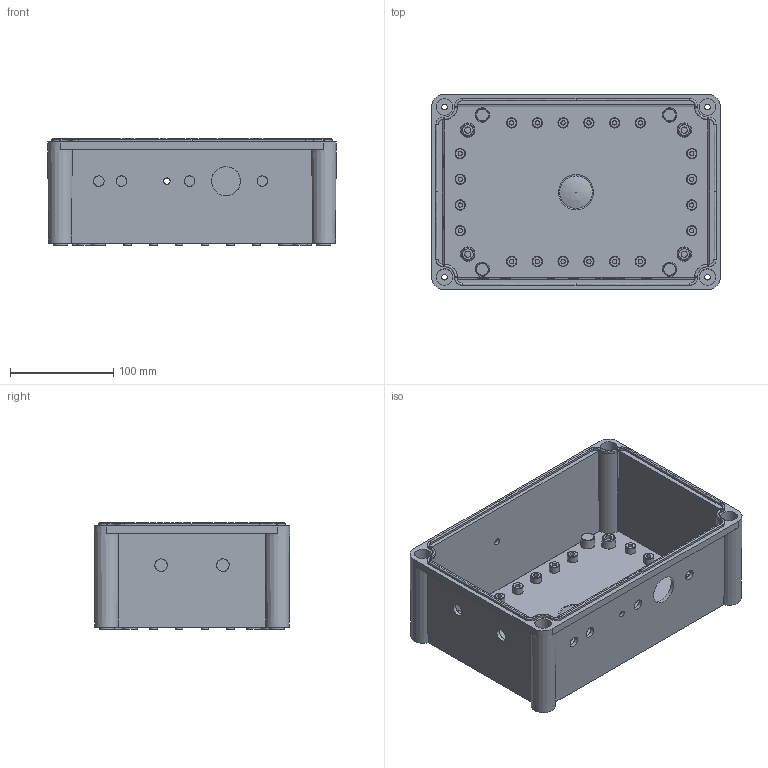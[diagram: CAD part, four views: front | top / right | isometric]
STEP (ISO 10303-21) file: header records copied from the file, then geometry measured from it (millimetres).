
FILE_DESCRIPTION( ( '' ), ' ' );
FILE_NAME( '5ef19d7ff181f210b0850348.step', '2020-06-23T06:13:20', ( '' ), ( '' ), ' ', ' ', ' ' );
FILE_SCHEMA( ( 'AUTOMOTIVE_DESIGN { 1 0 10303 214 1 1 1 1 }' ) );
Length unit declared in the file: metre
Products named in the file (1): PTS-25340-C With Holes
Bounding box: 280 x 190 x 103.03 mm (x, y, z)
Volume: 574220.8 mm3; surface area: 315154.8 mm2
Topology: 1 solids, 1 shells, 371 faces, 845 edges, 570 vertices
Faces by surface type: plane 164, cylinder 108, torus 33, bspline 30, extrusion 24, cone 12
Full cylindrical faces by diameter (mm): 4.191 x20, 5.334 x4, 6.096 x4, 6.3 x2, 6.35 x4, 7.239 x18, 10.008 x20, 10.16 x1, 10.2 x4, 12.2 x2, 13.97 x8, 14 x8, 14.224 x4, 16.008 x4, 28 x1
Entity records: 14429 total; most frequent: CARTESIAN_POINT 4024, DIRECTION 1410, ORIENTED_EDGE 1336, EDGE_CURVE 668, EDGE_LOOP 630, AXIS2_PLACEMENT_3D 619, VERTEX_POINT 532, FACE_OUTER_BOUND 502
